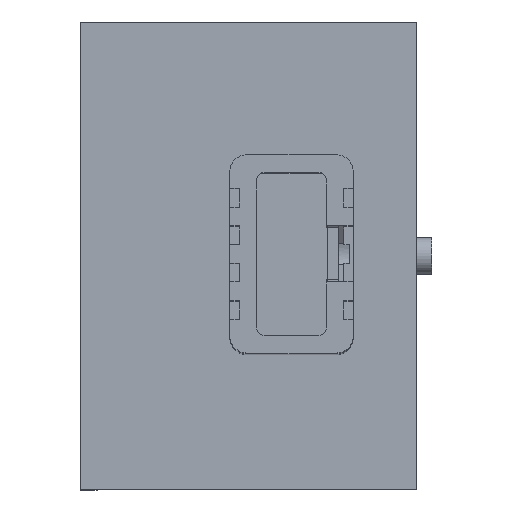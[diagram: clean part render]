
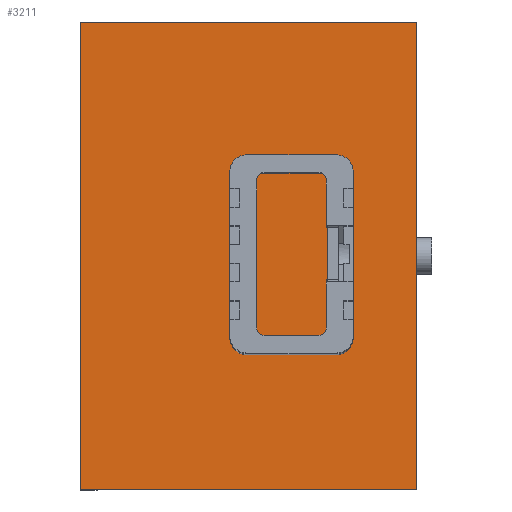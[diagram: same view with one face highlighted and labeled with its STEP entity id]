
A CAD part, top view. The second image highlights one B-rep face of the part: STEP entity #3211.
In plain terms, the highlighted face is planar.
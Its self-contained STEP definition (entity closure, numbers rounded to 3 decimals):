
#151=FACE_OUTER_BOUND('',#326,.T.);
#326=EDGE_LOOP('',(#2258,#2259,#2260,#2261));
#598=LINE('',#4923,#985);
#601=LINE('',#4929,#988);
#602=LINE('',#4931,#989);
#603=LINE('',#4932,#990);
#985=VECTOR('',#3941,10.);
#988=VECTOR('',#3946,10.);
#989=VECTOR('',#3947,10.);
#990=VECTOR('',#3948,10.);
#1375=VERTEX_POINT('',#4920);
#1376=VERTEX_POINT('',#4922);
#1378=VERTEX_POINT('',#4928);
#1379=VERTEX_POINT('',#4930);
#1713=EDGE_CURVE('',#1376,#1375,#598,.T.);
#1716=EDGE_CURVE('',#1375,#1378,#601,.T.);
#1717=EDGE_CURVE('',#1379,#1378,#602,.T.);
#1718=EDGE_CURVE('',#1376,#1379,#603,.T.);
#2258=ORIENTED_EDGE('',*,*,#1716,.T.);
#2259=ORIENTED_EDGE('',*,*,#1717,.F.);
#2260=ORIENTED_EDGE('',*,*,#1718,.F.);
#2261=ORIENTED_EDGE('',*,*,#1713,.T.);
#3068=PLANE('',#3577);
#3211=ADVANCED_FACE('',(#151),#3068,.T.);
#3577=AXIS2_PLACEMENT_3D('',#4927,#3944,#3945);
#3941=DIRECTION('',(0.,0.,1.));
#3944=DIRECTION('center_axis',(0.,-1.,0.));
#3945=DIRECTION('ref_axis',(0.,0.,-1.));
#3946=DIRECTION('',(-1.,0.,0.));
#3947=DIRECTION('',(0.,0.,1.));
#3948=DIRECTION('',(-1.,0.,0.));
#4920=CARTESIAN_POINT('',(129.381,-50.619,250.));
#4922=CARTESIAN_POINT('',(129.381,-50.619,0.));
#4923=CARTESIAN_POINT('',(129.381,-50.619,0.));
#4927=CARTESIAN_POINT('Origin',(129.381,-50.619,0.));
#4928=CARTESIAN_POINT('',(-50.619,-50.619,250.));
#4929=CARTESIAN_POINT('',(84.381,-50.619,250.));
#4930=CARTESIAN_POINT('',(-50.619,-50.619,0.));
#4931=CARTESIAN_POINT('',(-50.619,-50.619,0.));
#4932=CARTESIAN_POINT('',(84.381,-50.619,0.));
